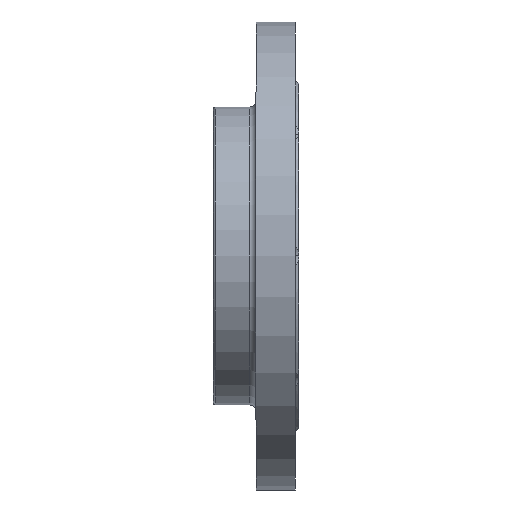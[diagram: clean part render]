
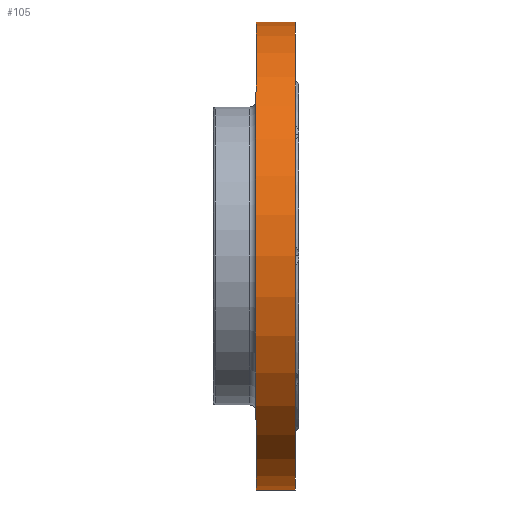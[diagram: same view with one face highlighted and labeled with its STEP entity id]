
A CAD part, left-side view. The second image highlights one B-rep face of the part: STEP entity #105.
In plain terms, the highlighted cylindrical face has radius 110 mm (diameter 220 mm), a partial arc.
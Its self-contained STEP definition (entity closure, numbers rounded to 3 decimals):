
#90 = AXIS2_PLACEMENT_3D ( 'NONE', #466, #438, #964 ) ;
#105 = ADVANCED_FACE ( 'NONE', ( #1441 ), #808, .T. ) ;
#109 = DIRECTION ( 'NONE',  ( 0., 1., 0. ) ) ;
#111 = CARTESIAN_POINT ( 'NONE',  ( 0., 1.5, 0. ) ) ;
#114 = DIRECTION ( 'NONE',  ( 0., 0., 1. ) ) ;
#118 = LINE ( 'NONE', #259, #1311 ) ;
#125 = ORIENTED_EDGE ( 'NONE', *, *, #844, .T. ) ;
#126 = DIRECTION ( 'NONE',  ( 0., 1., 0. ) ) ;
#259 = CARTESIAN_POINT ( 'NONE',  ( 0., 84.699, 110. ) ) ;
#359 = CARTESIAN_POINT ( 'NONE',  ( 0., 20., 0. ) ) ;
#437 = VERTEX_POINT ( 'NONE', #1554 ) ;
#438 = DIRECTION ( 'NONE',  ( 0., 1., 0. ) ) ;
#454 = CARTESIAN_POINT ( 'NONE',  ( 0., 20., 110. ) ) ;
#458 = VECTOR ( 'NONE', #892, 1000. ) ;
#466 = CARTESIAN_POINT ( 'NONE',  ( 0., 84.699, 0. ) ) ;
#483 = CIRCLE ( 'NONE', #692, 110. ) ;
#503 = ORIENTED_EDGE ( 'NONE', *, *, #1181, .T. ) ;
#620 = AXIS2_PLACEMENT_3D ( 'NONE', #111, #1254, #1020 ) ;
#656 = CARTESIAN_POINT ( 'NONE',  ( 0., 84.699, -110. ) ) ;
#692 = AXIS2_PLACEMENT_3D ( 'NONE', #359, #126, #114 ) ;
#752 = VERTEX_POINT ( 'NONE', #1380 ) ;
#775 = CARTESIAN_POINT ( 'NONE',  ( 0., 1.5, 110. ) ) ;
#808 = CYLINDRICAL_SURFACE ( 'NONE', #90, 110. ) ;
#844 = EDGE_CURVE ( 'NONE', #437, #1356, #976, .T. ) ;
#883 = EDGE_CURVE ( 'NONE', #437, #752, #1537, .T. ) ;
#892 = DIRECTION ( 'NONE',  ( 0., 1., 0. ) ) ;
#964 = DIRECTION ( 'NONE',  ( 0., 0., 1. ) ) ;
#976 = CIRCLE ( 'NONE', #620, 110. ) ;
#980 = ORIENTED_EDGE ( 'NONE', *, *, #883, .F. ) ;
#1000 = ORIENTED_EDGE ( 'NONE', *, *, #1579, .F. ) ;
#1020 = DIRECTION ( 'NONE',  ( 0., 0., 1. ) ) ;
#1102 = VERTEX_POINT ( 'NONE', #454 ) ;
#1181 = EDGE_CURVE ( 'NONE', #1356, #1102, #118, .T. ) ;
#1254 = DIRECTION ( 'NONE',  ( 0., 1., 0. ) ) ;
#1311 = VECTOR ( 'NONE', #109, 1000. ) ;
#1356 = VERTEX_POINT ( 'NONE', #775 ) ;
#1378 = EDGE_LOOP ( 'NONE', ( #980, #125, #503, #1000 ) ) ;
#1380 = CARTESIAN_POINT ( 'NONE',  ( 0., 20., -110. ) ) ;
#1441 = FACE_OUTER_BOUND ( 'NONE', #1378, .T. ) ;
#1537 = LINE ( 'NONE', #656, #458 ) ;
#1554 = CARTESIAN_POINT ( 'NONE',  ( 0., 1.5, -110. ) ) ;
#1579 = EDGE_CURVE ( 'NONE', #752, #1102, #483, .T. ) ;
